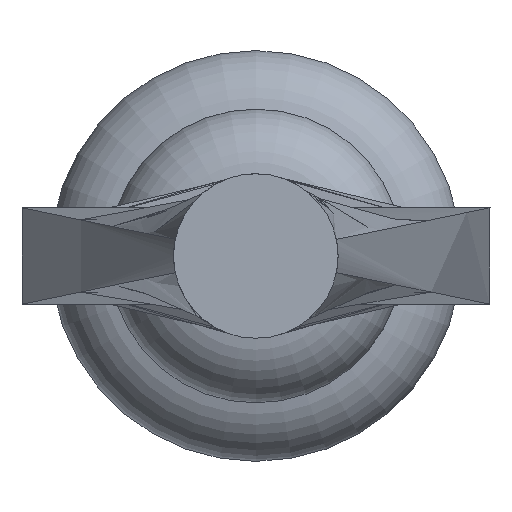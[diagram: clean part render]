
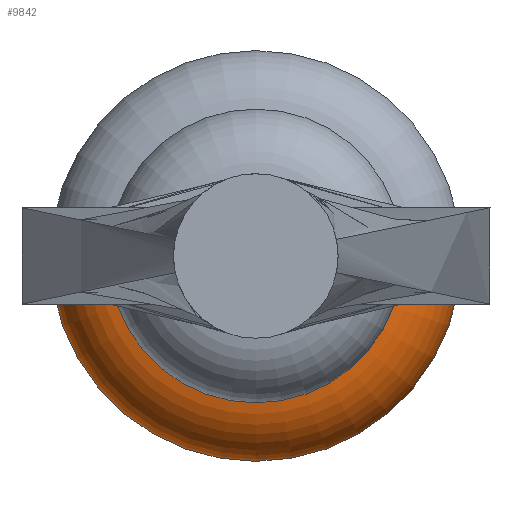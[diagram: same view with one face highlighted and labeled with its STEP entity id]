
A CAD part, front view. The second image highlights one B-rep face of the part: STEP entity #9842.
In plain terms, the highlighted toroidal (fillet/blend) face has major radius 11.5 mm and minor radius 6 mm.
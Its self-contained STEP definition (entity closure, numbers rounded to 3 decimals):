
#736 = CARTESIAN_POINT ( 'NONE',  ( -12.5, 5.916, 0. ) ) ;
#1023 = AXIS2_PLACEMENT_3D ( 'NONE', #9195, #3045, #2376 ) ;
#1367 = EDGE_CURVE ( 'NONE', #8175, #1707, #7586, .T. ) ;
#1597 = DIRECTION ( 'NONE',  ( 0., 1., 0. ) ) ;
#1681 = DIRECTION ( 'NONE',  ( 0., 1., 0. ) ) ;
#1707 = VERTEX_POINT ( 'NONE', #736 ) ;
#1779 = CARTESIAN_POINT ( 'NONE',  ( 0., 5.916, 0. ) ) ;
#2137 = CARTESIAN_POINT ( 'NONE',  ( 12.5, 5.916, 0. ) ) ;
#2221 = EDGE_CURVE ( 'NONE', #7853, #1707, #2521, .T. ) ;
#2376 = DIRECTION ( 'NONE',  ( -1., 0., 0. ) ) ;
#2521 = CIRCLE ( 'NONE', #6091, 6. ) ;
#3025 = DIRECTION ( 'NONE',  ( 1., 0., 0. ) ) ;
#3045 = DIRECTION ( 'NONE',  ( 0., 1., 0. ) ) ;
#3474 = AXIS2_PLACEMENT_3D ( 'NONE', #8482, #1597, #3899 ) ;
#3776 = EDGE_CURVE ( 'NONE', #6464, #7853, #4301, .T. ) ;
#3899 = DIRECTION ( 'NONE',  ( -1., 0., 0. ) ) ;
#4129 = TOROIDAL_SURFACE ( 'NONE', #3474, 11.5, 6. ) ;
#4301 = CIRCLE ( 'NONE', #1023, 12.5 ) ;
#4507 = ORIENTED_EDGE ( 'NONE', *, *, #2221, .T. ) ;
#4759 = AXIS2_PLACEMENT_3D ( 'NONE', #9905, #5330, #3025 ) ;
#5085 = ORIENTED_EDGE ( 'NONE', *, *, #6153, .F. ) ;
#5330 = DIRECTION ( 'NONE',  ( 0., 0., 1. ) ) ;
#6091 = AXIS2_PLACEMENT_3D ( 'NONE', #6391, #8807, #7168 ) ;
#6153 = EDGE_CURVE ( 'NONE', #6464, #8175, #8065, .T. ) ;
#6285 = DIRECTION ( 'NONE',  ( -1., 0., 0. ) ) ;
#6391 = CARTESIAN_POINT ( 'NONE',  ( -11.5, 0., 0. ) ) ;
#6464 = VERTEX_POINT ( 'NONE', #6723 ) ;
#6723 = CARTESIAN_POINT ( 'NONE',  ( 12.5, -5.916, 0. ) ) ;
#6754 = ORIENTED_EDGE ( 'NONE', *, *, #1367, .F. ) ;
#7168 = DIRECTION ( 'NONE',  ( -1., 0., 0. ) ) ;
#7586 = CIRCLE ( 'NONE', #9164, 12.5 ) ;
#7853 = VERTEX_POINT ( 'NONE', #9093 ) ;
#8065 = CIRCLE ( 'NONE', #4759, 6. ) ;
#8175 = VERTEX_POINT ( 'NONE', #2137 ) ;
#8225 = FACE_OUTER_BOUND ( 'NONE', #8361, .T. ) ;
#8361 = EDGE_LOOP ( 'NONE', ( #5085, #9239, #4507, #6754 ) ) ;
#8482 = CARTESIAN_POINT ( 'NONE',  ( 0., 0., 0. ) ) ;
#8807 = DIRECTION ( 'NONE',  ( 0., 0., -1. ) ) ;
#9093 = CARTESIAN_POINT ( 'NONE',  ( -12.5, -5.916, 0. ) ) ;
#9164 = AXIS2_PLACEMENT_3D ( 'NONE', #1779, #1681, #6285 ) ;
#9195 = CARTESIAN_POINT ( 'NONE',  ( 0., -5.916, 0. ) ) ;
#9239 = ORIENTED_EDGE ( 'NONE', *, *, #3776, .T. ) ;
#9842 = ADVANCED_FACE ( 'NONE', ( #8225 ), #4129, .T. ) ;
#9905 = CARTESIAN_POINT ( 'NONE',  ( 11.5, 0., 0. ) ) ;
